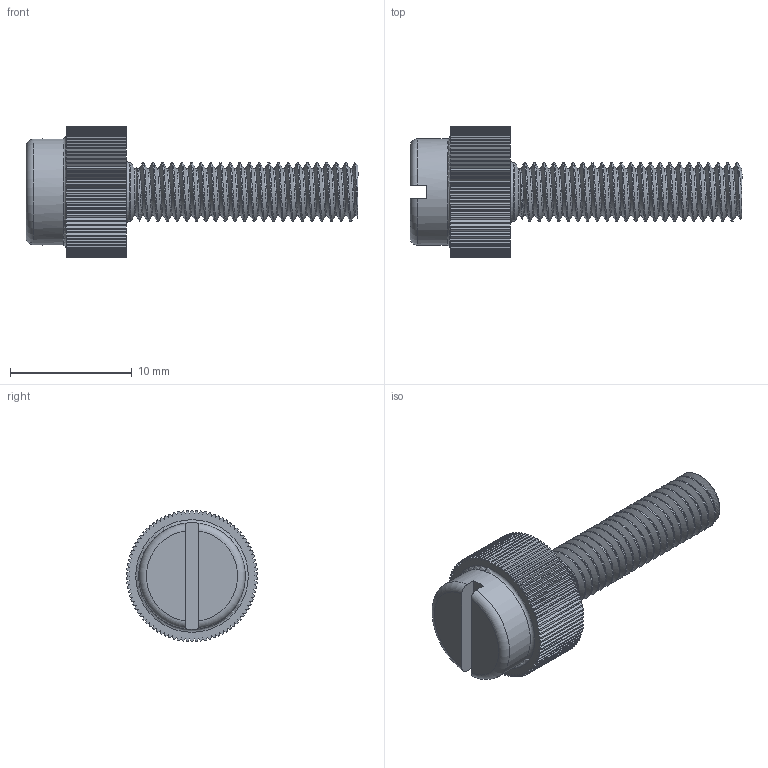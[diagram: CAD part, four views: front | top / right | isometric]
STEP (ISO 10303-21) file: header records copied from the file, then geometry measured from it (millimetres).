
FILE_DESCRIPTION (( 'STEP AP203' ), '1' );
FILE_NAME ('B000FN8BQ2.3D.STEP', '2013-07-27T07:03:31', ( '' ), ( '' ), 'SwSTEP 2.0', 'SolidWorks 2012', '' );
FILE_SCHEMA (( 'CONFIG_CONTROL_DESIGN' ));
Length unit declared in the file: inch
Products named in the file (1): B000FN8BQ2.3D
Bounding box: 27.3 x 10.79 x 10.79 mm (x, y, z)
Volume: 905.8 mm3; surface area: 995.7 mm2
Topology: 1 solids, 1 shells, 292 faces, 864 edges, 576 vertices
Faces by surface type: plane 188, cylinder 93, torus 5, cone 3, bspline 3
Full cylindrical faces by diameter (mm): 4.826 x1, 8.763 x1
Entity records: 14805 total; most frequent: CARTESIAN_POINT 6820, ORIENTED_EDGE 1708, DIRECTION 1612, EDGE_CURVE 854, VECTOR 638, LINE 638, VERTEX_POINT 572, AXIS2_PLACEMENT_3D 487
